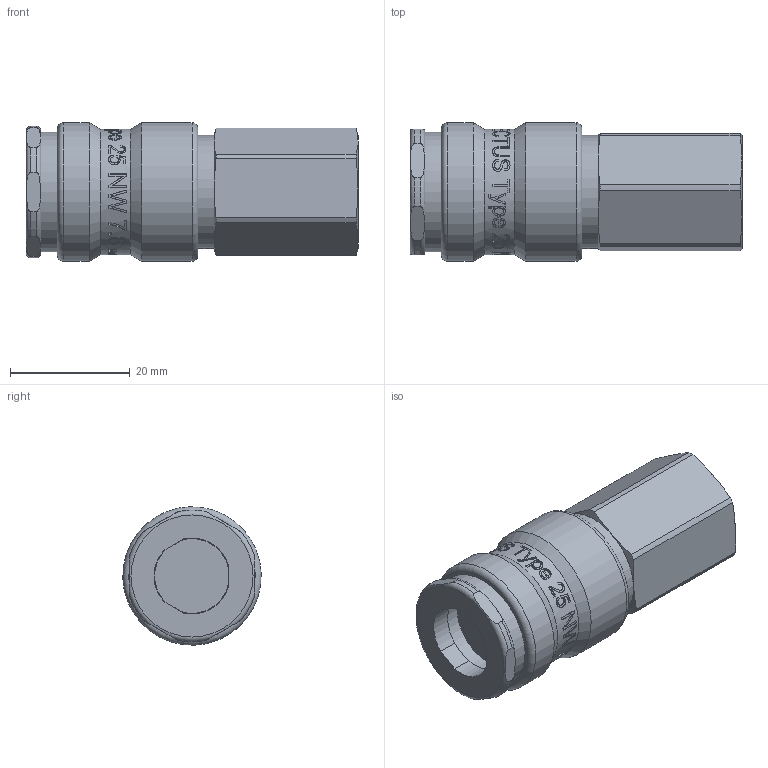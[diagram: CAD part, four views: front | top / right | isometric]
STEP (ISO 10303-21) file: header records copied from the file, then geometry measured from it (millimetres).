
FILE_DESCRIPTION(/* description */ (''),/* implementation_level */ '2;1');
FILE_NAME(/* name */ '25kaiw13bpx3.stp',/* time_stamp */ '2020-01-30T07:43:05+01:00',/* author */ ('IA176480'),/* organization */ (''),/* preprocessor_version */ 'ST-DEVELOPER v17',/* originating_system */ 'Autodesk Inventor 2019',/* authorisation */ '');
FILE_SCHEMA (('AUTOMOTIVE_DESIGN { 1 0 10303 214 3 1 1 }'));
Products named in the file (1): 25KAIW13BPX3
Bounding box: 55.5 x 23.14 x 23.14 mm (x, y, z)
Volume: 16762.3 mm3; surface area: 11017.7 mm2
Topology: 4 solids, 4 shells, 717 faces, 1970 edges, 1326 vertices
Faces by surface type: bspline 349, plane 241, cylinder 96, cone 23, torus 8
Full cylindrical faces by diameter (mm): 9.3 x1, 10 x1, 11.445 x1, 13.3 x1, 14 x3, 15 x1, 15.1 x1, 15.171 x1, 15.3 x1, 16 x2, 17.25 x1, 18.95 x1, 19.35 x1, 20 x1, 20.05 x1, 21 x1, 23.15 x2
Entity records: 106264 total; most frequent: CARTESIAN_POINT 89881, ORIENTED_EDGE 3940, DIRECTION 2031, EDGE_CURVE 1970, VERTEX_POINT 1326, B_SPLINE_CURVE_WITH_KNOTS 937, EDGE_LOOP 788, LINE 723
